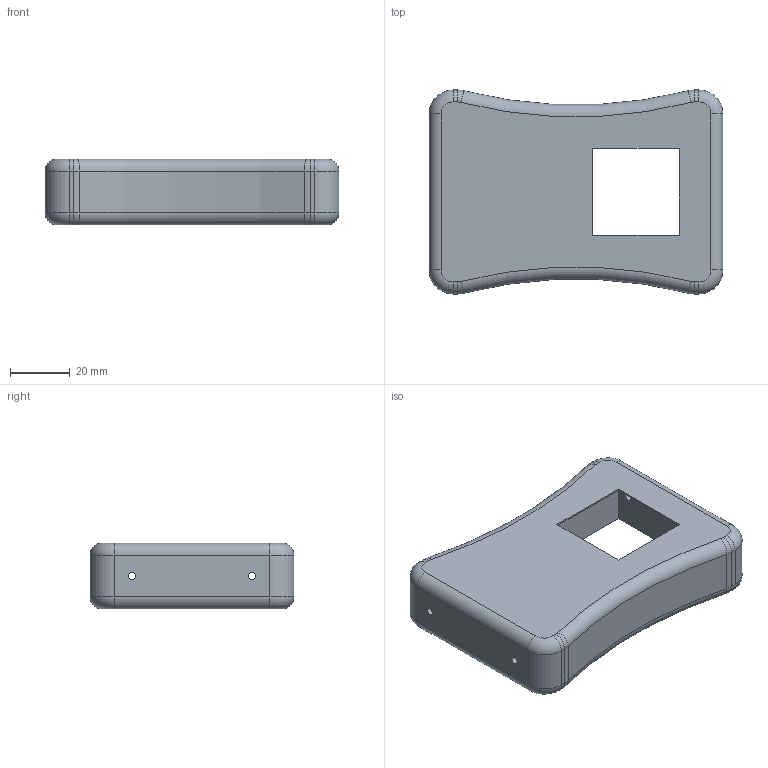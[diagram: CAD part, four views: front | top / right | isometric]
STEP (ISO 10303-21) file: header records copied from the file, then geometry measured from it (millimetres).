
FILE_DESCRIPTION(('Open CASCADE Model'),'2;1');
FILE_NAME('Open CASCADE Shape Model','2024-08-27T15:20:59',('Author'),( 'Open CASCADE'),'Open CASCADE STEP processor 7.7','Open CASCADE 7.7' ,'Unknown');
FILE_SCHEMA(('AUTOMOTIVE_DESIGN { 1 0 10303 214 1 1 1 1 }'));
Length unit declared in the file: millimetre
Products named in the file (1): Open CASCADE STEP translator 7.7 2
Bounding box: 98 x 68 x 22 mm (x, y, z)
Volume: 40590.6 mm3; surface area: 22403.8 mm2
Topology: 1 solids, 1 shells, 68 faces, 160 edges, 96 vertices
Faces by surface type: cylinder 26, plane 22, torus 20
Full cylindrical faces by diameter (mm): 2.4 x4
Entity records: 4022 total; most frequent: CARTESIAN_POINT 861, DIRECTION 582, ORIENTED_EDGE 320, PCURVE 320, DEFINITIONAL_REPRESENTATION 320, LINE 276, VECTOR 276, EDGE_CURVE 160
